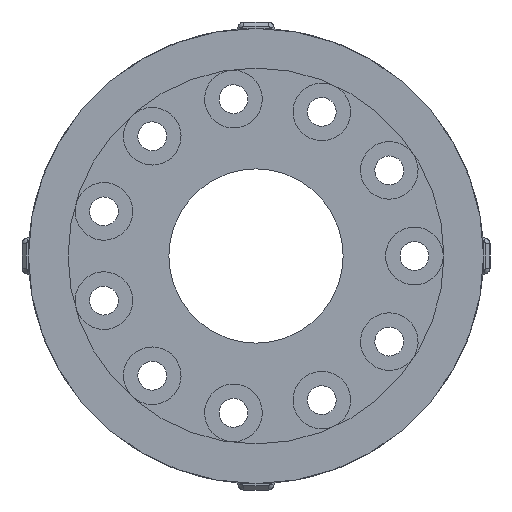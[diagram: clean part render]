
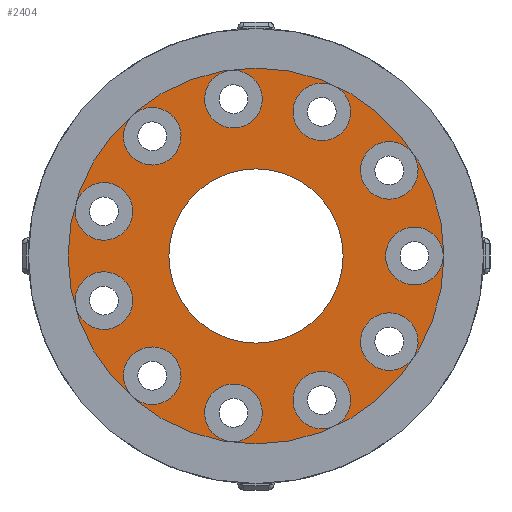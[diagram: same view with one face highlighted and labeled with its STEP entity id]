
A CAD part, left-side view. The second image highlights one B-rep face of the part: STEP entity #2404.
In plain terms, the highlighted planar face has unit normal (-1, 0, 0).
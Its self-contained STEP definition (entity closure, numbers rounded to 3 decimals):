
#1554 = VERTEX_POINT('',#1555);
#1555 = CARTESIAN_POINT('',(-7.,0.,13.05));
#1561 = EDGE_CURVE('',#1554,#1554,#1562,.T.);
#1562 = CIRCLE('',#1563,13.05);
#1563 = AXIS2_PLACEMENT_3D('',#1564,#1565,#1566);
#1564 = CARTESIAN_POINT('',(-7.,0.,0.));
#1565 = DIRECTION('',(1.,0.,-0.));
#1566 = DIRECTION('',(0.,0.,1.));
#2404 = ADVANCED_FACE('',(#2405,#2408,#2419,#2430,#2441,#2452,#2463,
    #2474,#2485,#2496,#2507,#2518,#2529),#2540,.F.);
#2405 = FACE_BOUND('',#2406,.F.);
#2406 = EDGE_LOOP('',(#2407));
#2407 = ORIENTED_EDGE('',*,*,#1561,.T.);
#2408 = FACE_BOUND('',#2409,.F.);
#2409 = EDGE_LOOP('',(#2410));
#2410 = ORIENTED_EDGE('',*,*,#2411,.T.);
#2411 = EDGE_CURVE('',#2412,#2412,#2414,.T.);
#2412 = VERTEX_POINT('',#2413);
#2413 = CARTESIAN_POINT('',(-7.,8.715,-7.004));
#2414 = CIRCLE('',#2415,2.);
#2415 = AXIS2_PLACEMENT_3D('',#2416,#2417,#2418);
#2416 = CARTESIAN_POINT('',(-7.,7.203,-8.313));
#2417 = DIRECTION('',(-1.,0.,0.));
#2418 = DIRECTION('',(0.,0.756,0.655));
#2419 = FACE_BOUND('',#2420,.F.);
#2420 = EDGE_LOOP('',(#2421));
#2421 = ORIENTED_EDGE('',*,*,#2422,.T.);
#2422 = EDGE_CURVE('',#2423,#2423,#2425,.T.);
#2423 = VERTEX_POINT('',#2424);
#2424 = CARTESIAN_POINT('',(-7.,11.118,-1.18));
#2425 = CIRCLE('',#2426,2.);
#2426 = AXIS2_PLACEMENT_3D('',#2427,#2428,#2429);
#2427 = CARTESIAN_POINT('',(-7.,10.554,-3.099));
#2428 = DIRECTION('',(-1.,0.,0.));
#2429 = DIRECTION('',(0.,0.282,0.959));
#2430 = FACE_BOUND('',#2431,.F.);
#2431 = EDGE_LOOP('',(#2432));
#2432 = ORIENTED_EDGE('',*,*,#2433,.T.);
#2433 = EDGE_CURVE('',#2434,#2434,#2436,.T.);
#2434 = VERTEX_POINT('',#2435);
#2435 = CARTESIAN_POINT('',(-7.,3.545,-10.603));
#2436 = CIRCLE('',#2437,2.);
#2437 = AXIS2_PLACEMENT_3D('',#2438,#2439,#2440);
#2438 = CARTESIAN_POINT('',(-7.,1.565,-10.888));
#2439 = DIRECTION('',(-1.,0.,0.));
#2440 = DIRECTION('',(0.,0.99,0.142));
#2441 = FACE_BOUND('',#2442,.F.);
#2442 = EDGE_LOOP('',(#2443));
#2443 = ORIENTED_EDGE('',*,*,#2444,.T.);
#2444 = EDGE_CURVE('',#2445,#2445,#2447,.T.);
#2445 = VERTEX_POINT('',#2446);
#2446 = CARTESIAN_POINT('',(-7.,9.991,5.018));
#2447 = CIRCLE('',#2448,2.);
#2448 = AXIS2_PLACEMENT_3D('',#2449,#2450,#2451);
#2449 = CARTESIAN_POINT('',(-7.,10.554,3.099));
#2450 = DIRECTION('',(-1.,0.,0.));
#2451 = DIRECTION('',(0.,-0.282,0.959));
#2452 = FACE_BOUND('',#2453,.F.);
#2453 = EDGE_LOOP('',(#2454));
#2454 = ORIENTED_EDGE('',*,*,#2455,.T.);
#2455 = EDGE_CURVE('',#2456,#2456,#2458,.T.);
#2456 = VERTEX_POINT('',#2457);
#2457 = CARTESIAN_POINT('',(-7.,5.692,9.623));
#2458 = CIRCLE('',#2459,2.);
#2459 = AXIS2_PLACEMENT_3D('',#2460,#2461,#2462);
#2460 = CARTESIAN_POINT('',(-7.,7.203,8.313));
#2461 = DIRECTION('',(-1.,0.,0.));
#2462 = DIRECTION('',(0.,-0.756,0.655));
#2463 = FACE_BOUND('',#2464,.F.);
#2464 = EDGE_LOOP('',(#2465));
#2465 = ORIENTED_EDGE('',*,*,#2466,.F.);
#2466 = EDGE_CURVE('',#2467,#2467,#2469,.T.);
#2467 = VERTEX_POINT('',#2468);
#2468 = CARTESIAN_POINT('',(-7.,0.,6.05));
#2469 = CIRCLE('',#2470,6.05);
#2470 = AXIS2_PLACEMENT_3D('',#2471,#2472,#2473);
#2471 = CARTESIAN_POINT('',(-7.,0.,0.));
#2472 = DIRECTION('',(1.,0.,-0.));
#2473 = DIRECTION('',(0.,0.,1.));
#2474 = FACE_BOUND('',#2475,.F.);
#2475 = EDGE_LOOP('',(#2476));
#2476 = ORIENTED_EDGE('',*,*,#2477,.T.);
#2477 = EDGE_CURVE('',#2478,#2478,#2480,.T.);
#2478 = VERTEX_POINT('',#2479);
#2479 = CARTESIAN_POINT('',(-7.,-0.414,11.173));
#2480 = CIRCLE('',#2481,2.);
#2481 = AXIS2_PLACEMENT_3D('',#2482,#2483,#2484);
#2482 = CARTESIAN_POINT('',(-7.,1.565,10.888));
#2483 = DIRECTION('',(-1.,0.,0.));
#2484 = DIRECTION('',(0.,-0.99,0.142));
#2485 = FACE_BOUND('',#2486,.F.);
#2486 = EDGE_LOOP('',(#2487));
#2487 = ORIENTED_EDGE('',*,*,#2488,.T.);
#2488 = EDGE_CURVE('',#2489,#2489,#2491,.T.);
#2489 = VERTEX_POINT('',#2490);
#2490 = CARTESIAN_POINT('',(-7.,-2.75,-10.837));
#2491 = CIRCLE('',#2492,2.);
#2492 = AXIS2_PLACEMENT_3D('',#2493,#2494,#2495);
#2493 = CARTESIAN_POINT('',(-7.,-4.57,-10.006));
#2494 = DIRECTION('',(-1.,0.,0.));
#2495 = DIRECTION('',(0.,0.91,-0.415));
#2496 = FACE_BOUND('',#2497,.F.);
#2497 = EDGE_LOOP('',(#2498));
#2498 = ORIENTED_EDGE('',*,*,#2499,.T.);
#2499 = EDGE_CURVE('',#2500,#2500,#2502,.T.);
#2500 = VERTEX_POINT('',#2501);
#2501 = CARTESIAN_POINT('',(-7.,-8.173,-7.63));
#2502 = CIRCLE('',#2503,2.);
#2503 = AXIS2_PLACEMENT_3D('',#2504,#2505,#2506);
#2504 = CARTESIAN_POINT('',(-7.,-9.254,-5.947));
#2505 = DIRECTION('',(-1.,0.,0.));
#2506 = DIRECTION('',(0.,0.541,-0.841));
#2507 = FACE_BOUND('',#2508,.F.);
#2508 = EDGE_LOOP('',(#2509));
#2509 = ORIENTED_EDGE('',*,*,#2510,.T.);
#2510 = EDGE_CURVE('',#2511,#2511,#2513,.T.);
#2511 = VERTEX_POINT('',#2512);
#2512 = CARTESIAN_POINT('',(-7.,-6.389,9.175));
#2513 = CIRCLE('',#2514,2.);
#2514 = AXIS2_PLACEMENT_3D('',#2515,#2516,#2517);
#2515 = CARTESIAN_POINT('',(-7.,-4.57,10.006));
#2516 = DIRECTION('',(-1.,0.,0.));
#2517 = DIRECTION('',(0.,-0.91,-0.415));
#2518 = FACE_BOUND('',#2519,.F.);
#2519 = EDGE_LOOP('',(#2520));
#2520 = ORIENTED_EDGE('',*,*,#2521,.T.);
#2521 = EDGE_CURVE('',#2522,#2522,#2524,.T.);
#2522 = VERTEX_POINT('',#2523);
#2523 = CARTESIAN_POINT('',(-7.,-10.335,4.265));
#2524 = CIRCLE('',#2525,2.);
#2525 = AXIS2_PLACEMENT_3D('',#2526,#2527,#2528);
#2526 = CARTESIAN_POINT('',(-7.,-9.254,5.947));
#2527 = DIRECTION('',(-1.,0.,0.));
#2528 = DIRECTION('',(0.,-0.541,-0.841));
#2529 = FACE_BOUND('',#2530,.F.);
#2530 = EDGE_LOOP('',(#2531));
#2531 = ORIENTED_EDGE('',*,*,#2532,.T.);
#2532 = EDGE_CURVE('',#2533,#2533,#2535,.T.);
#2533 = VERTEX_POINT('',#2534);
#2534 = CARTESIAN_POINT('',(-7.,-11.,-2.));
#2535 = CIRCLE('',#2536,2.);
#2536 = AXIS2_PLACEMENT_3D('',#2537,#2538,#2539);
#2537 = CARTESIAN_POINT('',(-7.,-11.,0.));
#2538 = DIRECTION('',(-1.,0.,0.));
#2539 = DIRECTION('',(0.,0.,-1.));
#2540 = PLANE('',#2541);
#2541 = AXIS2_PLACEMENT_3D('',#2542,#2543,#2544);
#2542 = CARTESIAN_POINT('',(-7.,0.,0.));
#2543 = DIRECTION('',(1.,0.,0.));
#2544 = DIRECTION('',(0.,0.,1.));
